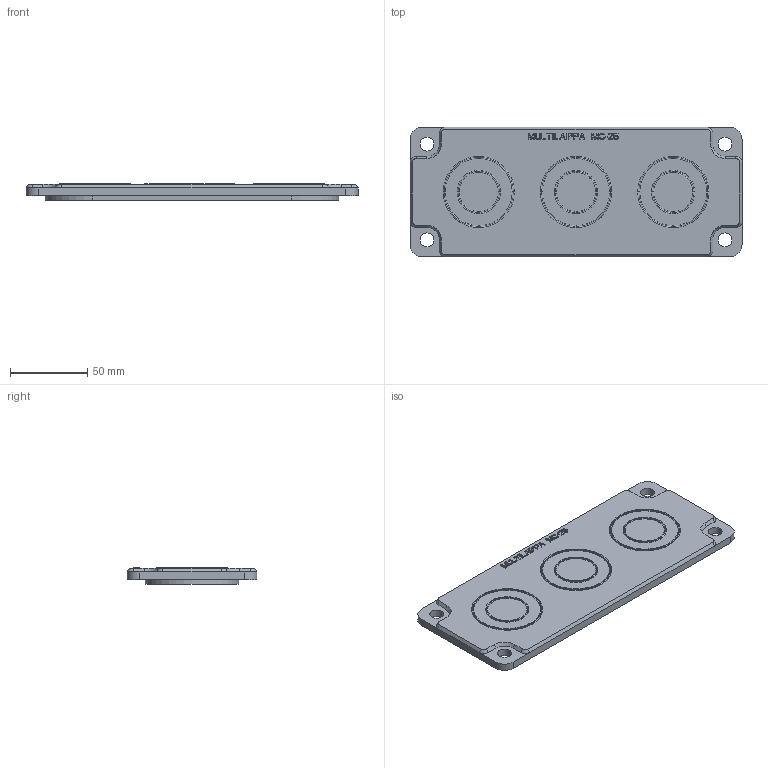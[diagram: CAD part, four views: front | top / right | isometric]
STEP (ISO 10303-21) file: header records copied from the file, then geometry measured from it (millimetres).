
FILE_DESCRIPTION((''),'2;1');
FILE_NAME('F2204','2016-11-15T',('kjell_andersson'),(''),'CREO PARAMETRIC BY PTC INC, 2015290','CREO PARAMETRIC BY PTC INC, 2015290','');
FILE_SCHEMA(('AUTOMOTIVE_DESIGN { 1 0 10303 214 1 1 1 1 }'));
Length unit declared in the file: millimetre
Products named in the file (1): F2204
Bounding box: 215 x 84 x 10.8 mm (x, y, z)
Volume: 92342.4 mm3; surface area: 47110.3 mm2
Topology: 1 solids, 1 shells, 426 faces, 1108 edges, 720 vertices
Faces by surface type: plane 322, cylinder 68, torus 24, cone 12
Entity records: 16869 total; most frequent: CARTESIAN_POINT 2256, ORIENTED_EDGE 2216, DIRECTION 2144, PRESENTATION_STYLE_ASSIGNMENT 1109, STYLED_ITEM 1109, CURVE_STYLE 1108, EDGE_CURVE 1108, VECTOR 924
